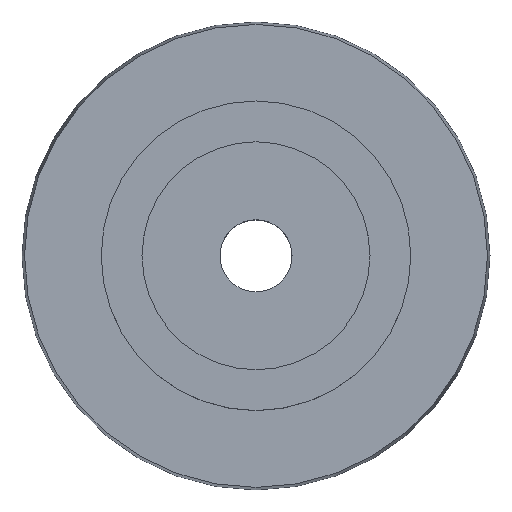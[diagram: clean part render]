
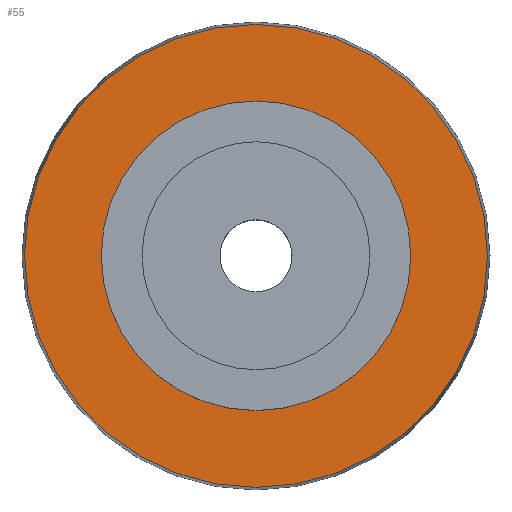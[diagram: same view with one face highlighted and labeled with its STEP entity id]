
A CAD part, top view. The second image highlights one B-rep face of the part: STEP entity #55.
In plain terms, the highlighted planar face has unit normal (0, 0, 1).
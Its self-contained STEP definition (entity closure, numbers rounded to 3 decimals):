
#3 = ORIENTED_EDGE ( 'NONE', *, *, #247, .T. ) ;
#25 = CARTESIAN_POINT ( 'NONE',  ( 0., 0., -5.8 ) ) ;
#26 = DIRECTION ( 'NONE',  ( 0., 1., 0. ) ) ;
#42 = CIRCLE ( 'NONE', #348, 19.29 ) ;
#47 = FACE_BOUND ( 'NONE', #553, .T. ) ;
#55 = ADVANCED_FACE ( 'NONE', ( #47, #415 ), #313, .T. ) ;
#59 = ORIENTED_EDGE ( 'NONE', *, *, #487, .F. ) ;
#72 = DIRECTION ( 'NONE',  ( 0., 0., -1. ) ) ;
#89 = VERTEX_POINT ( 'NONE', #306 ) ;
#123 = CARTESIAN_POINT ( 'NONE',  ( 0., 0., -5.8 ) ) ;
#148 = VERTEX_POINT ( 'NONE', #362 ) ;
#163 = AXIS2_PLACEMENT_3D ( 'NONE', #210, #356, #557 ) ;
#169 = CARTESIAN_POINT ( 'NONE',  ( 0., 0., -5.8 ) ) ;
#185 = CARTESIAN_POINT ( 'NONE',  ( 0., -12.9, -5.8 ) ) ;
#210 = CARTESIAN_POINT ( 'NONE',  ( 0., 16.095, -5.8 ) ) ;
#219 = EDGE_CURVE ( 'NONE', #89, #148, #465, .T. ) ;
#220 = DIRECTION ( 'NONE',  ( 0., 0., -1. ) ) ;
#225 = DIRECTION ( 'NONE',  ( 0., 1., 0. ) ) ;
#234 = ORIENTED_EDGE ( 'NONE', *, *, #298, .T. ) ;
#247 = EDGE_CURVE ( 'NONE', #333, #583, #319, .T. ) ;
#253 = ORIENTED_EDGE ( 'NONE', *, *, #219, .F. ) ;
#254 = AXIS2_PLACEMENT_3D ( 'NONE', #169, #220, #225 ) ;
#275 = AXIS2_PLACEMENT_3D ( 'NONE', #25, #567, #276 ) ;
#276 = DIRECTION ( 'NONE',  ( 0., -1., 0. ) ) ;
#298 = EDGE_CURVE ( 'NONE', #583, #333, #490, .T. ) ;
#306 = CARTESIAN_POINT ( 'NONE',  ( 0., 19.29, -5.8 ) ) ;
#313 = PLANE ( 'NONE',  #163 ) ;
#316 = DIRECTION ( 'NONE',  ( 0., 0., -1. ) ) ;
#319 = CIRCLE ( 'NONE', #275, 12.9 ) ;
#333 = VERTEX_POINT ( 'NONE', #424 ) ;
#348 = AXIS2_PLACEMENT_3D ( 'NONE', #123, #72, #26 ) ;
#356 = DIRECTION ( 'NONE',  ( 0., 0., 1. ) ) ;
#362 = CARTESIAN_POINT ( 'NONE',  ( 0., -19.29, -5.8 ) ) ;
#377 = EDGE_LOOP ( 'NONE', ( #253, #59 ) ) ;
#412 = DIRECTION ( 'NONE',  ( 0., -1., 0. ) ) ;
#415 = FACE_OUTER_BOUND ( 'NONE', #377, .T. ) ;
#424 = CARTESIAN_POINT ( 'NONE',  ( 0., 12.9, -5.8 ) ) ;
#465 = CIRCLE ( 'NONE', #254, 19.29 ) ;
#481 = AXIS2_PLACEMENT_3D ( 'NONE', #508, #316, #412 ) ;
#487 = EDGE_CURVE ( 'NONE', #148, #89, #42, .T. ) ;
#490 = CIRCLE ( 'NONE', #481, 12.9 ) ;
#508 = CARTESIAN_POINT ( 'NONE',  ( 0., 0., -5.8 ) ) ;
#553 = EDGE_LOOP ( 'NONE', ( #234, #3 ) ) ;
#557 = DIRECTION ( 'NONE',  ( 0., -1., 0. ) ) ;
#567 = DIRECTION ( 'NONE',  ( 0., 0., -1. ) ) ;
#583 = VERTEX_POINT ( 'NONE', #185 ) ;
